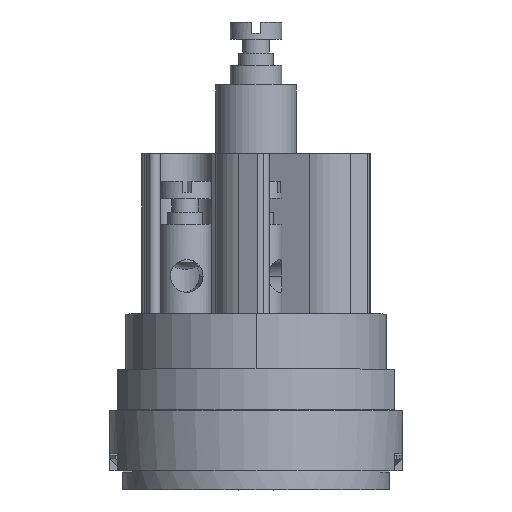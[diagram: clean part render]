
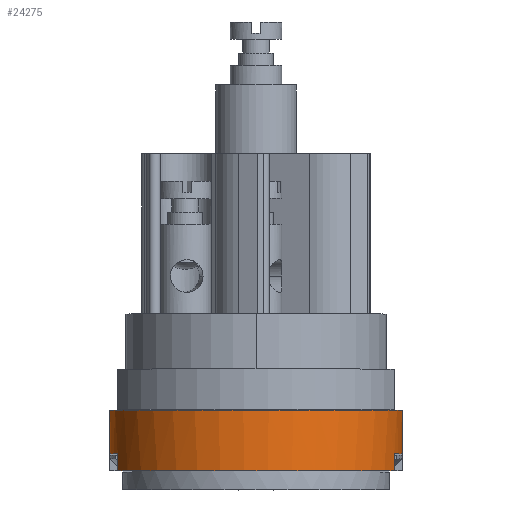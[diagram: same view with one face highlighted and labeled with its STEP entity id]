
A CAD part, top view. The second image highlights one B-rep face of the part: STEP entity #24275.
In plain terms, the highlighted cylindrical face has radius 8.5 mm (diameter 17 mm), a partial arc.
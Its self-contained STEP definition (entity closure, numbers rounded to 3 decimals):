
#1654=CARTESIAN_POINT('',(0.,-6.3,0.));
#1655=DIRECTION('',(0.,-1.,0.));
#1656=DIRECTION('',(0.999,0.,-0.035));
#1657=AXIS2_PLACEMENT_3D('',#1654,#1655,#1656);
#1669=DIRECTION('',(0.,1.,0.));
#1670=VECTOR('',#1669,1.);
#1671=CARTESIAN_POINT('',(8.495,-6.3,0.3));
#1672=LINE('',#1671,#1670);
#1801=DIRECTION('',(0.,1.,0.));
#1802=VECTOR('',#1801,1.);
#1803=CARTESIAN_POINT('',(-8.495,-6.3,0.3));
#1804=LINE('',#1803,#1802);
#1822=CARTESIAN_POINT('',(0.,-6.3,0.));
#1823=DIRECTION('',(0.,1.,0.));
#1824=DIRECTION('',(-0.999,0.,-0.035));
#1825=AXIS2_PLACEMENT_3D('',#1822,#1823,#1824);
#2220=CARTESIAN_POINT('',(0.,-5.3,0.));
#2221=DIRECTION('',(0.,-1.,0.));
#2222=DIRECTION('',(-0.944,0.,0.329));
#2223=AXIS2_PLACEMENT_3D('',#2220,#2221,#2222);
#2228=DIRECTION('',(0.,1.,0.));
#2229=VECTOR('',#2228,1.);
#2230=CARTESIAN_POINT('',(-8.495,-6.3,-0.3));
#2231=LINE('',#2230,#2229);
#2235=CARTESIAN_POINT('',(0.,-5.3,0.));
#2236=DIRECTION('',(0.,-1.,0.));
#2237=DIRECTION('',(-0.999,0.,-0.035));
#2238=AXIS2_PLACEMENT_3D('',#2235,#2236,#2237);
#2243=DIRECTION('',(0.,-1.,0.));
#2244=VECTOR('',#2243,1.);
#2245=CARTESIAN_POINT('',(-8.026,-5.3,-2.8));
#2246=LINE('',#2245,#2244);
#2250=CARTESIAN_POINT('',(0.,-6.3,0.));
#2251=DIRECTION('',(0.,-1.,0.));
#2252=DIRECTION('',(-0.944,0.,-0.329));
#2253=AXIS2_PLACEMENT_3D('',#2250,#2251,#2252);
#2258=DIRECTION('',(0.,-1.,0.));
#2259=VECTOR('',#2258,3.5);
#2260=CARTESIAN_POINT('',(-1.025,-2.8,-8.438));
#2261=LINE('',#2260,#2259);
#2265=CARTESIAN_POINT('',(0.,-2.8,0.));
#2266=DIRECTION('',(0.,1.,0.));
#2267=DIRECTION('',(-0.121,0.,-0.993));
#2268=AXIS2_PLACEMENT_3D('',#2265,#2266,#2267);
#2273=DIRECTION('',(0.,-1.,0.));
#2274=VECTOR('',#2273,3.5);
#2275=CARTESIAN_POINT('',(1.025,-2.8,-8.438));
#2276=LINE('',#2275,#2274);
#2280=CARTESIAN_POINT('',(0.,-6.3,0.));
#2281=DIRECTION('',(0.,-1.,0.));
#2282=DIRECTION('',(0.121,0.,-0.993));
#2283=AXIS2_PLACEMENT_3D('',#2280,#2281,#2282);
#2288=DIRECTION('',(0.,-1.,0.));
#2289=VECTOR('',#2288,1.);
#2290=CARTESIAN_POINT('',(8.026,-5.3,-2.8));
#2291=LINE('',#2290,#2289);
#2295=CARTESIAN_POINT('',(0.,-5.3,0.));
#2296=DIRECTION('',(0.,-1.,0.));
#2297=DIRECTION('',(0.944,0.,-0.329));
#2298=AXIS2_PLACEMENT_3D('',#2295,#2296,#2297);
#2303=DIRECTION('',(0.,1.,0.));
#2304=VECTOR('',#2303,1.);
#2305=CARTESIAN_POINT('',(8.495,-6.3,-0.3));
#2306=LINE('',#2305,#2304);
#2310=CARTESIAN_POINT('',(0.,-5.3,0.));
#2311=DIRECTION('',(0.,-1.,0.));
#2312=DIRECTION('',(0.999,0.,0.035));
#2313=AXIS2_PLACEMENT_3D('',#2310,#2311,#2312);
#2318=DIRECTION('',(0.,-1.,0.));
#2319=VECTOR('',#2318,1.);
#2320=CARTESIAN_POINT('',(8.026,-5.3,2.8));
#2321=LINE('',#2320,#2319);
#2325=CARTESIAN_POINT('',(0.,-6.3,0.));
#2326=DIRECTION('',(0.,-1.,0.));
#2327=DIRECTION('',(0.944,0.,0.329));
#2328=AXIS2_PLACEMENT_3D('',#2325,#2326,#2327);
#2333=DIRECTION('',(0.,-1.,0.));
#2334=VECTOR('',#2333,1.);
#2335=CARTESIAN_POINT('',(-8.026,-5.3,2.8));
#2336=LINE('',#2335,#2334);
#20563=CARTESIAN_POINT('',(-1.025,-2.8,-8.438));
#20565=VERTEX_POINT('',#20563);
#20566=CARTESIAN_POINT('',(1.025,-2.8,-8.438));
#20568=VERTEX_POINT('',#20566);
#20571=CARTESIAN_POINT('',(-1.025,-6.3,-8.438));
#20573=VERTEX_POINT('',#20571);
#20574=CARTESIAN_POINT('',(1.025,-6.3,-8.438));
#20576=VERTEX_POINT('',#20574);
#20580=CARTESIAN_POINT('',(8.026,-5.3,-2.8));
#20581=CARTESIAN_POINT('',(8.026,-6.3,-2.8));
#20582=VERTEX_POINT('',#20580);
#20583=VERTEX_POINT('',#20581);
#20584=CARTESIAN_POINT('',(8.026,-5.3,2.8));
#20585=CARTESIAN_POINT('',(8.026,-6.3,2.8));
#20586=VERTEX_POINT('',#20584);
#20587=VERTEX_POINT('',#20585);
#20602=CARTESIAN_POINT('',(8.495,-5.3,-0.3));
#20603=VERTEX_POINT('',#20602);
#20604=CARTESIAN_POINT('',(8.495,-5.3,0.3));
#20605=VERTEX_POINT('',#20604);
#20606=CARTESIAN_POINT('',(8.495,-6.3,-0.3));
#20607=CARTESIAN_POINT('',(8.495,-6.3,0.3));
#20608=VERTEX_POINT('',#20606);
#20609=VERTEX_POINT('',#20607);
#20682=CARTESIAN_POINT('',(-8.026,-5.3,-2.8));
#20683=CARTESIAN_POINT('',(-8.026,-6.3,-2.8));
#20684=VERTEX_POINT('',#20682);
#20685=VERTEX_POINT('',#20683);
#20686=CARTESIAN_POINT('',(-8.026,-5.3,2.8));
#20687=CARTESIAN_POINT('',(-8.026,-6.3,2.8));
#20688=VERTEX_POINT('',#20686);
#20689=VERTEX_POINT('',#20687);
#20698=CARTESIAN_POINT('',(-8.495,-5.3,0.3));
#20699=VERTEX_POINT('',#20698);
#20700=CARTESIAN_POINT('',(-8.495,-5.3,-0.3));
#20701=VERTEX_POINT('',#20700);
#20710=CARTESIAN_POINT('',(-8.495,-6.3,-0.3));
#20711=CARTESIAN_POINT('',(-8.495,-6.3,0.3));
#20712=VERTEX_POINT('',#20710);
#20713=VERTEX_POINT('',#20711);
#24242=CARTESIAN_POINT('',(0.,-2.585,0.));
#24243=DIRECTION('',(0.,-1.,0.));
#24244=DIRECTION('',(0.,0.,1.));
#24245=AXIS2_PLACEMENT_3D('',#24242,#24243,#24244);
#24246=CYLINDRICAL_SURFACE('',#24245,8.5);
#24248=ORIENTED_EDGE('',*,*,#24247,.T.);
#24249=ORIENTED_EDGE('',*,*,#23907,.F.);
#24250=ORIENTED_EDGE('',*,*,#23943,.F.);
#24251=ORIENTED_EDGE('',*,*,#23977,.T.);
#24253=ORIENTED_EDGE('',*,*,#24252,.T.);
#24255=ORIENTED_EDGE('',*,*,#24254,.T.);
#24257=ORIENTED_EDGE('',*,*,#24256,.T.);
#24258=ORIENTED_EDGE('',*,*,#24203,.F.);
#24259=ORIENTED_EDGE('',*,*,#24084,.T.);
#24260=ORIENTED_EDGE('',*,*,#23514,.T.);
#24261=ORIENTED_EDGE('',*,*,#23542,.T.);
#24262=ORIENTED_EDGE('',*,*,#23569,.F.);
#24264=ORIENTED_EDGE('',*,*,#24263,.T.);
#24265=ORIENTED_EDGE('',*,*,#23648,.F.);
#24266=ORIENTED_EDGE('',*,*,#23676,.T.);
#24267=ORIENTED_EDGE('',*,*,#23704,.T.);
#24269=ORIENTED_EDGE('',*,*,#24268,.T.);
#24270=ORIENTED_EDGE('',*,*,#23778,.T.);
#24271=ORIENTED_EDGE('',*,*,#23808,.T.);
#24272=ORIENTED_EDGE('',*,*,#23835,.F.);
#24273=EDGE_LOOP('',(#24248,#24249,#24250,#24251,#24253,#24255,#24257,#24258,
#24259,#24260,#24261,#24262,#24264,#24265,#24266,#24267,#24269,#24270,#24271,
#24272));
#24274=FACE_OUTER_BOUND('',#24273,.F.);
#1658=CIRCLE('',#1657,8.5);
#1826=CIRCLE('',#1825,8.5);
#2224=CIRCLE('',#2223,8.5);
#2239=CIRCLE('',#2238,8.5);
#2254=CIRCLE('',#2253,8.5);
#2269=CIRCLE('',#2268,8.5);
#2284=CIRCLE('',#2283,8.5);
#2299=CIRCLE('',#2298,8.5);
#2314=CIRCLE('',#2313,8.5);
#2329=CIRCLE('',#2328,8.5);
#23514=EDGE_CURVE('',#20568,#20576,#2276,.T.);
#23542=EDGE_CURVE('',#20576,#20583,#2284,.T.);
#23569=EDGE_CURVE('',#20582,#20583,#2291,.T.);
#23648=EDGE_CURVE('',#20608,#20603,#2306,.T.);
#23676=EDGE_CURVE('',#20608,#20609,#1658,.T.);
#23704=EDGE_CURVE('',#20609,#20605,#1672,.T.);
#23778=EDGE_CURVE('',#20586,#20587,#2321,.T.);
#23808=EDGE_CURVE('',#20587,#20689,#2329,.T.);
#23835=EDGE_CURVE('',#20688,#20689,#2336,.T.);
#23907=EDGE_CURVE('',#20713,#20699,#1804,.T.);
#23943=EDGE_CURVE('',#20712,#20713,#1826,.T.);
#23977=EDGE_CURVE('',#20712,#20701,#2231,.T.);
#24084=EDGE_CURVE('',#20565,#20568,#2269,.T.);
#24203=EDGE_CURVE('',#20565,#20573,#2261,.T.);
#24247=EDGE_CURVE('',#20688,#20699,#2224,.T.);
#24252=EDGE_CURVE('',#20701,#20684,#2239,.T.);
#24254=EDGE_CURVE('',#20684,#20685,#2246,.T.);
#24256=EDGE_CURVE('',#20685,#20573,#2254,.T.);
#24263=EDGE_CURVE('',#20582,#20603,#2299,.T.);
#24268=EDGE_CURVE('',#20605,#20586,#2314,.T.);
#24275=ADVANCED_FACE('',(#24274),#24246,.T.);
